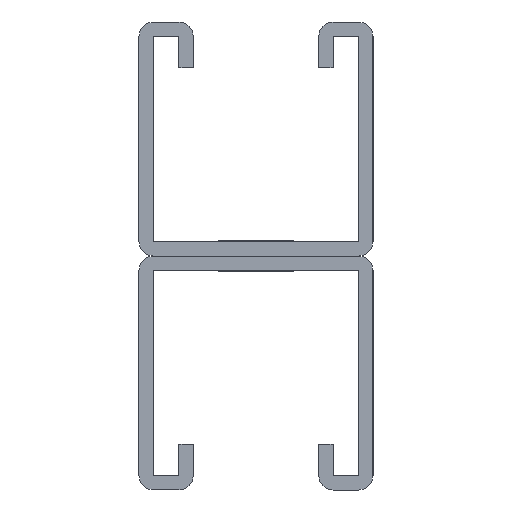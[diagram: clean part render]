
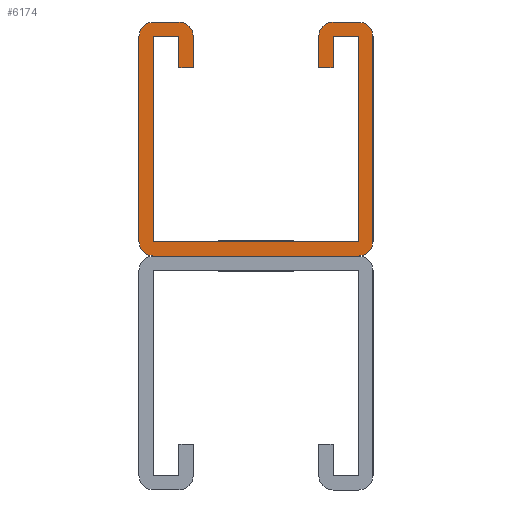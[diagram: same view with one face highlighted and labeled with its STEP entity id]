
A CAD part, left-side view. The second image highlights one B-rep face of the part: STEP entity #6174.
In plain terms, the highlighted planar face has unit normal (-1, 0, 0).
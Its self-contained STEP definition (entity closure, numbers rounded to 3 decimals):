
#379=CIRCLE('',#6346,2.5);
#380=CIRCLE('',#6348,2.5);
#381=CIRCLE('',#6349,2.5);
#382=CIRCLE('',#6350,2.5);
#383=CIRCLE('',#6351,2.5);
#384=CIRCLE('',#6352,2.5);
#662=FACE_OUTER_BOUND('',#830,.T.);
#830=EDGE_LOOP('',(#4818,#4819,#4820,#4821,#4822,#4823,#4824,#4825,#4826,
#4827,#4828,#4829,#4830,#4831,#4832,#4833,#4834,#4835,#4836,#4837,#4838,
#4839));
#991=LINE('',#8469,#1819);
#994=LINE('',#8475,#1822);
#998=LINE('',#8484,#1826);
#1001=LINE('',#8490,#1829);
#1006=LINE('',#8499,#1834);
#1009=LINE('',#8505,#1837);
#1011=LINE('',#8508,#1839);
#1014=LINE('',#8520,#1842);
#1015=LINE('',#8524,#1843);
#1016=LINE('',#8528,#1844);
#1017=LINE('',#8532,#1845);
#1018=LINE('',#8533,#1846);
#1019=LINE('',#8535,#1847);
#1020=LINE('',#8537,#1848);
#1021=LINE('',#8541,#1849);
#1022=LINE('',#8544,#1850);
#1819=VECTOR('',#6774,1.);
#1822=VECTOR('',#6779,1.);
#1826=VECTOR('',#6785,1.);
#1829=VECTOR('',#6790,1.);
#1834=VECTOR('',#6797,1.);
#1837=VECTOR('',#6802,1.);
#1839=VECTOR('',#6806,1.);
#1842=VECTOR('',#6817,1.);
#1843=VECTOR('',#6820,1.);
#1844=VECTOR('',#6823,1.);
#1845=VECTOR('',#6826,1.);
#1846=VECTOR('',#6827,1.);
#1847=VECTOR('',#6828,1.);
#1848=VECTOR('',#6829,1.);
#1849=VECTOR('',#6832,1.);
#1850=VECTOR('',#6835,1.);
#2646=VERTEX_POINT('',#8465);
#2648=VERTEX_POINT('',#8468);
#2650=VERTEX_POINT('',#8474);
#2652=VERTEX_POINT('',#8480);
#2654=VERTEX_POINT('',#8483);
#2656=VERTEX_POINT('',#8489);
#2659=VERTEX_POINT('',#8497);
#2661=VERTEX_POINT('',#8503);
#2664=VERTEX_POINT('',#8513);
#2665=VERTEX_POINT('',#8515);
#2666=VERTEX_POINT('',#8519);
#2667=VERTEX_POINT('',#8521);
#2668=VERTEX_POINT('',#8523);
#2669=VERTEX_POINT('',#8525);
#2670=VERTEX_POINT('',#8527);
#2671=VERTEX_POINT('',#8529);
#2672=VERTEX_POINT('',#8531);
#2673=VERTEX_POINT('',#8534);
#2674=VERTEX_POINT('',#8536);
#2675=VERTEX_POINT('',#8538);
#2676=VERTEX_POINT('',#8540);
#2677=VERTEX_POINT('',#8542);
#3695=EDGE_CURVE('',#2646,#2648,#991,.T.);
#3698=EDGE_CURVE('',#2648,#2650,#994,.T.);
#3702=EDGE_CURVE('',#2652,#2654,#998,.T.);
#3705=EDGE_CURVE('',#2654,#2656,#1001,.T.);
#3710=EDGE_CURVE('',#2659,#2652,#1006,.T.);
#3713=EDGE_CURVE('',#2661,#2646,#1009,.T.);
#3715=EDGE_CURVE('',#2656,#2661,#1011,.T.);
#3718=EDGE_CURVE('',#2664,#2665,#379,.T.);
#3720=EDGE_CURVE('',#2664,#2666,#1014,.T.);
#3721=EDGE_CURVE('',#2667,#2666,#380,.T.);
#3722=EDGE_CURVE('',#2667,#2668,#1015,.T.);
#3723=EDGE_CURVE('',#2669,#2668,#381,.T.);
#3724=EDGE_CURVE('',#2669,#2670,#1016,.T.);
#3725=EDGE_CURVE('',#2671,#2670,#382,.T.);
#3726=EDGE_CURVE('',#2671,#2672,#1017,.T.);
#3727=EDGE_CURVE('',#2672,#2650,#1018,.T.);
#3728=EDGE_CURVE('',#2659,#2673,#1019,.T.);
#3729=EDGE_CURVE('',#2673,#2674,#1020,.T.);
#3730=EDGE_CURVE('',#2675,#2674,#383,.T.);
#3731=EDGE_CURVE('',#2675,#2676,#1021,.T.);
#3732=EDGE_CURVE('',#2677,#2676,#384,.T.);
#3733=EDGE_CURVE('',#2677,#2665,#1022,.T.);
#4818=ORIENTED_EDGE('',*,*,#3718,.F.);
#4819=ORIENTED_EDGE('',*,*,#3720,.T.);
#4820=ORIENTED_EDGE('',*,*,#3721,.F.);
#4821=ORIENTED_EDGE('',*,*,#3722,.T.);
#4822=ORIENTED_EDGE('',*,*,#3723,.F.);
#4823=ORIENTED_EDGE('',*,*,#3724,.T.);
#4824=ORIENTED_EDGE('',*,*,#3725,.F.);
#4825=ORIENTED_EDGE('',*,*,#3726,.T.);
#4826=ORIENTED_EDGE('',*,*,#3727,.T.);
#4827=ORIENTED_EDGE('',*,*,#3698,.F.);
#4828=ORIENTED_EDGE('',*,*,#3695,.F.);
#4829=ORIENTED_EDGE('',*,*,#3713,.F.);
#4830=ORIENTED_EDGE('',*,*,#3715,.F.);
#4831=ORIENTED_EDGE('',*,*,#3705,.F.);
#4832=ORIENTED_EDGE('',*,*,#3702,.F.);
#4833=ORIENTED_EDGE('',*,*,#3710,.F.);
#4834=ORIENTED_EDGE('',*,*,#3728,.T.);
#4835=ORIENTED_EDGE('',*,*,#3729,.T.);
#4836=ORIENTED_EDGE('',*,*,#3730,.F.);
#4837=ORIENTED_EDGE('',*,*,#3731,.T.);
#4838=ORIENTED_EDGE('',*,*,#3732,.F.);
#4839=ORIENTED_EDGE('',*,*,#3733,.T.);
#6017=PLANE('',#6347);
#6174=ADVANCED_FACE('',(#662),#6017,.F.);
#6346=AXIS2_PLACEMENT_3D('',#8516,#6812,#6813);
#6347=AXIS2_PLACEMENT_3D('',#8518,#6815,#6816);
#6348=AXIS2_PLACEMENT_3D('',#8522,#6818,#6819);
#6349=AXIS2_PLACEMENT_3D('',#8526,#6821,#6822);
#6350=AXIS2_PLACEMENT_3D('',#8530,#6824,#6825);
#6351=AXIS2_PLACEMENT_3D('',#8539,#6830,#6831);
#6352=AXIS2_PLACEMENT_3D('',#8543,#6833,#6834);
#6774=DIRECTION('',(0.,1.,0.));
#6779=DIRECTION('',(0.,0.,-1.));
#6785=DIRECTION('',(0.,1.,0.));
#6790=DIRECTION('',(0.,0.,-1.));
#6797=DIRECTION('',(0.,0.,1.));
#6802=DIRECTION('',(0.,0.,1.));
#6806=DIRECTION('',(0.,-1.,0.));
#6812=DIRECTION('center_axis',(1.,0.,0.));
#6813=DIRECTION('ref_axis',(0.,0.707,-0.707));
#6815=DIRECTION('center_axis',(1.,0.,0.));
#6816=DIRECTION('ref_axis',(0.,0.,-1.));
#6817=DIRECTION('',(0.,-1.,0.));
#6818=DIRECTION('center_axis',(1.,0.,0.));
#6819=DIRECTION('ref_axis',(0.,-0.707,-0.707));
#6820=DIRECTION('',(0.,0.,1.));
#6821=DIRECTION('center_axis',(1.,0.,0.));
#6822=DIRECTION('ref_axis',(0.,-0.707,0.707));
#6823=DIRECTION('',(0.,1.,0.));
#6824=DIRECTION('center_axis',(1.,0.,0.));
#6825=DIRECTION('ref_axis',(0.,0.707,0.707));
#6826=DIRECTION('',(0.,0.,-1.));
#6827=DIRECTION('',(0.,-1.,0.));
#6828=DIRECTION('',(0.,-1.,0.));
#6829=DIRECTION('',(0.,0.,1.));
#6830=DIRECTION('center_axis',(1.,0.,0.));
#6831=DIRECTION('ref_axis',(0.,-0.707,0.707));
#6832=DIRECTION('',(0.,1.,0.));
#6833=DIRECTION('center_axis',(1.,0.,0.));
#6834=DIRECTION('ref_axis',(0.,0.707,0.707));
#6835=DIRECTION('',(0.,0.,-1.));
#8465=CARTESIAN_POINT('',(32.688,35.316,79.521));
#8468=CARTESIAN_POINT('',(32.688,39.816,79.521));
#8469=CARTESIAN_POINT('',(32.688,35.316,79.521));
#8474=CARTESIAN_POINT('',(32.688,39.816,74.021));
#8475=CARTESIAN_POINT('',(32.688,39.816,80.021));
#8480=CARTESIAN_POINT('',(32.688,66.816,79.521));
#8483=CARTESIAN_POINT('',(32.688,71.316,79.521));
#8484=CARTESIAN_POINT('',(32.688,66.816,79.521));
#8489=CARTESIAN_POINT('',(32.688,71.316,43.521));
#8490=CARTESIAN_POINT('',(32.688,71.316,80.021));
#8497=CARTESIAN_POINT('',(32.688,66.816,74.021));
#8499=CARTESIAN_POINT('',(32.688,66.816,74.021));
#8503=CARTESIAN_POINT('',(32.688,35.316,43.521));
#8505=CARTESIAN_POINT('',(32.688,35.316,43.521));
#8508=CARTESIAN_POINT('',(32.688,71.816,43.521));
#8513=CARTESIAN_POINT('',(32.688,71.316,41.021));
#8515=CARTESIAN_POINT('',(32.688,73.816,43.521));
#8516=CARTESIAN_POINT('Origin',(32.688,71.316,43.521));
#8518=CARTESIAN_POINT('Origin',(32.688,53.316,60.062));
#8519=CARTESIAN_POINT('',(32.688,35.316,41.021));
#8520=CARTESIAN_POINT('',(32.688,73.816,41.021));
#8521=CARTESIAN_POINT('',(32.688,32.816,43.521));
#8522=CARTESIAN_POINT('Origin',(32.688,35.316,43.521));
#8523=CARTESIAN_POINT('',(32.688,32.816,79.521));
#8524=CARTESIAN_POINT('',(32.688,32.816,41.021));
#8525=CARTESIAN_POINT('',(32.688,35.316,82.021));
#8526=CARTESIAN_POINT('Origin',(32.688,35.316,79.521));
#8527=CARTESIAN_POINT('',(32.688,39.816,82.021));
#8528=CARTESIAN_POINT('',(32.688,32.816,82.021));
#8529=CARTESIAN_POINT('',(32.688,42.316,79.521));
#8530=CARTESIAN_POINT('Origin',(32.688,39.816,79.521));
#8531=CARTESIAN_POINT('',(32.688,42.316,74.021));
#8532=CARTESIAN_POINT('',(32.688,42.316,82.021));
#8533=CARTESIAN_POINT('',(32.688,42.316,74.021));
#8534=CARTESIAN_POINT('',(32.688,64.316,74.021));
#8535=CARTESIAN_POINT('',(32.688,66.316,74.021));
#8536=CARTESIAN_POINT('',(32.688,64.316,79.521));
#8537=CARTESIAN_POINT('',(32.688,64.316,74.021));
#8538=CARTESIAN_POINT('',(32.688,66.816,82.021));
#8539=CARTESIAN_POINT('Origin',(32.688,66.816,79.521));
#8540=CARTESIAN_POINT('',(32.688,71.316,82.021));
#8541=CARTESIAN_POINT('',(32.688,64.316,82.021));
#8542=CARTESIAN_POINT('',(32.688,73.816,79.521));
#8543=CARTESIAN_POINT('Origin',(32.688,71.316,79.521));
#8544=CARTESIAN_POINT('',(32.688,73.816,82.021));
